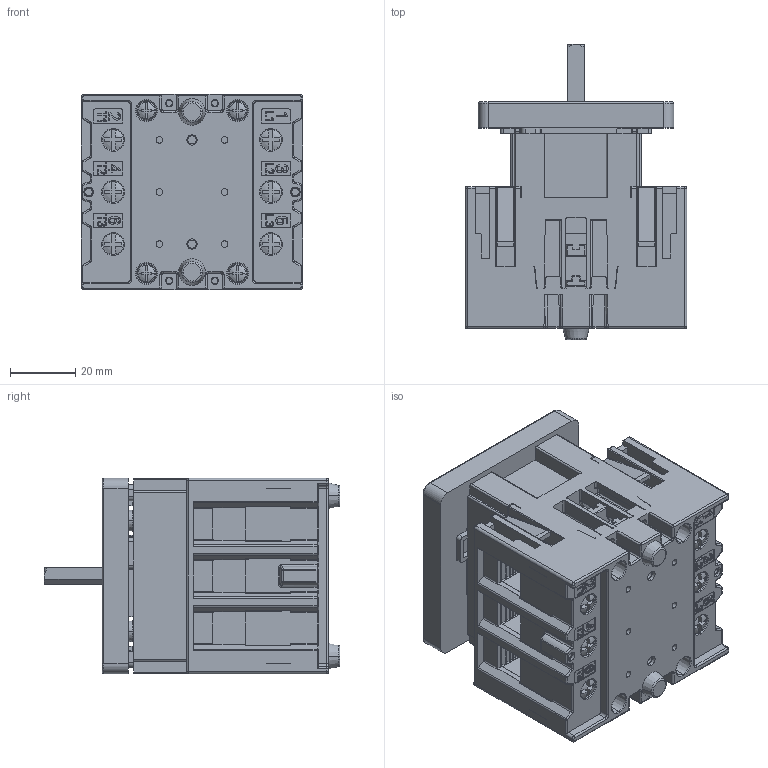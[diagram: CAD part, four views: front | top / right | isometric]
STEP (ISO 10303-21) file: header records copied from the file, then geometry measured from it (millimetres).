
FILE_DESCRIPTION((''),'2;1');
FILE_NAME('DS1003R-P_SW0001','2015-09-08T',('mangiapr'),(''),'PRO/ENGINEER BY PARAMETRIC TECHNOLOGY CORPORATION, 2011080','PRO/ENGINEER BY PARAMETRIC TECHNOLOGY CORPORATION, 2011080','');
FILE_SCHEMA(('CONFIG_CONTROL_DESIGN'));
Products named in the file (1): DS1003R-P_SW0001
Bounding box: 68 x 90.8 x 60 mm (x, y, z)
Volume: 195556.8 mm3; surface area: 67885.3 mm2
Topology: 1 solids, 1 shells, 3651 faces, 10146 edges, 6455 vertices
Faces by surface type: plane 2285, cylinder 901, extrusion 128, torus 113, cone 112, sphere 68, bspline 44
Entity records: 120830 total; most frequent: CARTESIAN_POINT 27868, ORIENTED_EDGE 20292, DIRECTION 18043, EDGE_CURVE 10146, VECTOR 7465, LINE 7337, VERTEX_POINT 6455, AXIS2_PLACEMENT_3D 5289
